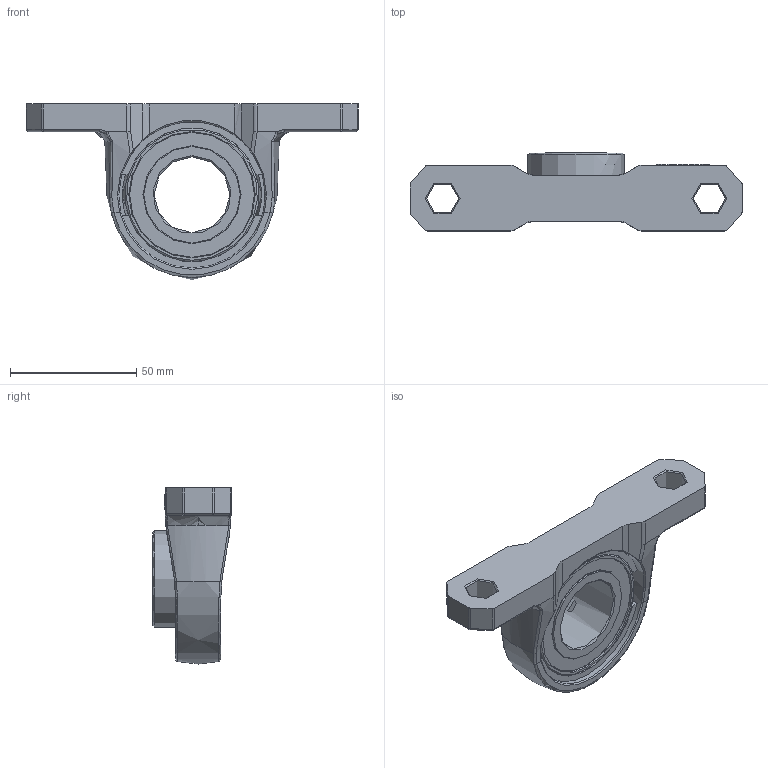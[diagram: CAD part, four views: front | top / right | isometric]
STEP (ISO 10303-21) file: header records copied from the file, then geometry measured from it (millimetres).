
FILE_DESCRIPTION(/* description */ (''),/* implementation_level */ '2;1');
FILE_NAME(/* name */ 'MKP006.stp',/* time_stamp */ '2016-02-03T16:01:33+01:00',/* author */ ('fje'),/* organization */ (''),/* preprocessor_version */ 'ST-DEVELOPER v15.2',/* originating_system */ 'Autodesk Inventor 2014',/* authorisation */ '');
FILE_SCHEMA (('AUTOMOTIVE_DESIGN { 1 0 10303 214 3 1 1 }'));
Length unit declared in the file: millimetre
Products named in the file (1): Part1
Bounding box: 131.4 x 30.9 x 69.7 mm (x, y, z)
Volume: 74792.7 mm3; surface area: 25891.6 mm2
Topology: 2 solids, 2 shells, 393 faces, 1052 edges, 679 vertices
Faces by surface type: plane 275, bspline 51, cylinder 43, cone 10, sphere 8, torus 6
Full cylindrical faces by diameter (mm): 5 x2, 12.8 x2, 30 x1, 38.2 x2, 38.8 x2, 49.4 x2, 50 x2, 58 x2
Entity records: 14492 total; most frequent: CARTESIAN_POINT 4632, ORIENTED_EDGE 2042, DIRECTION 1766, EDGE_CURVE 1021, LINE 766, VECTOR 766, VERTEX_POINT 673, AXIS2_PLACEMENT_3D 500
